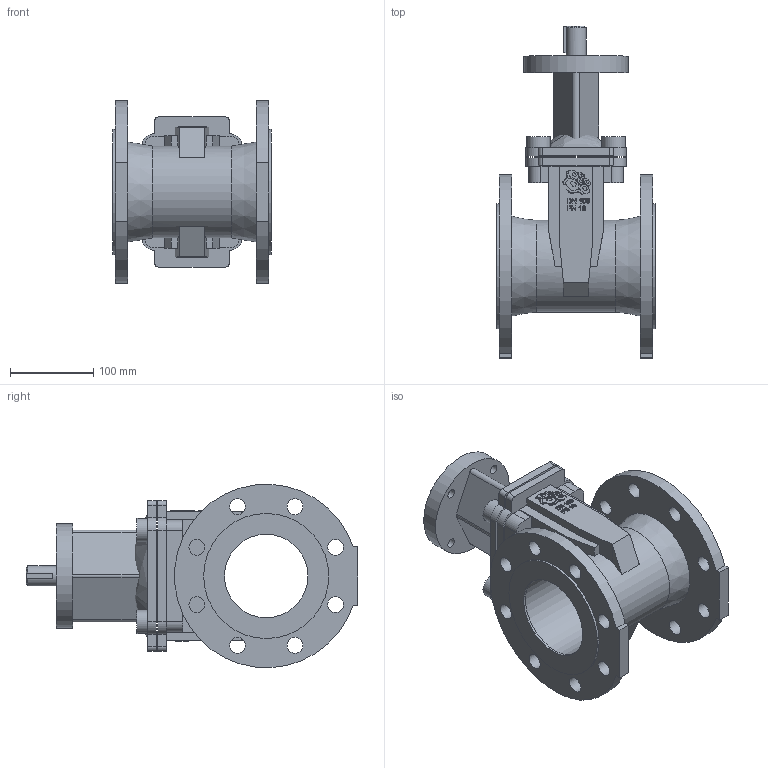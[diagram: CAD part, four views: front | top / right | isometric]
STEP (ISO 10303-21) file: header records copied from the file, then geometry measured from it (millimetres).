
FILE_DESCRIPTION(('STEP AP203'), '1');
FILE_NAME('3D_103-100-16', '', ('UNSPECIFIED'), ('UNSPECIFIED'), 'C3D Converter', 'C3D Toolkit', '');
FILE_SCHEMA(('CONFIG_CONTROL_DESIGN'));
Length unit declared in the file: millimetre
Bounding box: 190 x 398 x 219.71 mm (x, y, z)
Volume: 3184769 mm3; surface area: 497852.2 mm2
Topology: 7 solids, 8 shells, 3156 faces, 9258 edges, 6173 vertices
Faces by surface type: plane 3088, cylinder 64, cone 3, bspline 1
Full cylindrical faces by diameter (mm): 11 x4, 17 x2, 18 x2, 19 x16, 24 x1, 28 x4, 100 x3, 110 x1, 125 x1, 150 x2
Entity records: 128386 total; most frequent: CARTESIAN_POINT 19056, ORIENTED_EDGE 18434, DIRECTION 15667, EDGE_CURVE 9219, LINE 9055, VECTOR 9055, VERTEX_POINT 6173, AXIS2_PLACEMENT_3D 3306
